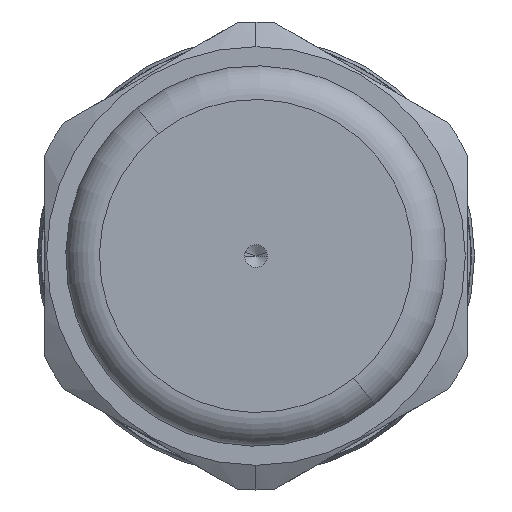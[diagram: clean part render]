
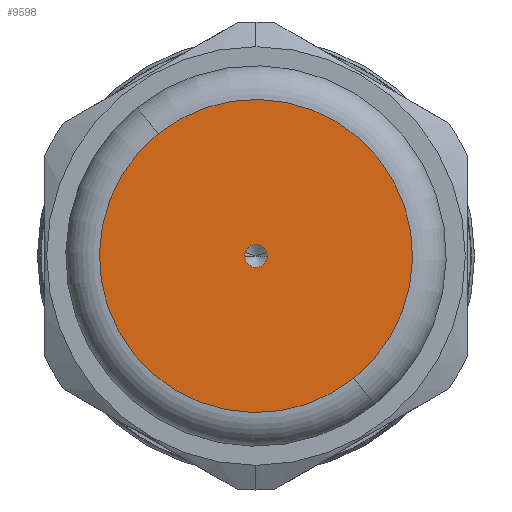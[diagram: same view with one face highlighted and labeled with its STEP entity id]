
A CAD part, left-side view. The second image highlights one B-rep face of the part: STEP entity #9598.
In plain terms, the highlighted planar face has unit normal (-1, 0, 0).
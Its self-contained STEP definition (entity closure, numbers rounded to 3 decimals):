
#658 = DIRECTION ( 'NONE',  ( 0., -0.625, -0.781 ) ) ;
#1344 = DIRECTION ( 'NONE',  ( 1., 0., 0. ) ) ;
#1569 = DIRECTION ( 'NONE',  ( 0., -0.625, -0.781 ) ) ;
#2022 = CIRCLE ( 'NONE', #9815, 8.23 ) ;
#2373 = EDGE_CURVE ( 'NONE', #5292, #8731, #3505, .T. ) ;
#2611 = CIRCLE ( 'NONE', #13992, 0.6 ) ;
#2629 = AXIS2_PLACEMENT_3D ( 'NONE', #13293, #1344, #6068 ) ;
#2900 = CARTESIAN_POINT ( 'NONE',  ( -23., -5.143, -6.425 ) ) ;
#2988 = CARTESIAN_POINT ( 'NONE',  ( -23., 0.375, 0.468 ) ) ;
#3505 = CIRCLE ( 'NONE', #2629, 0.6 ) ;
#3518 = VERTEX_POINT ( 'NONE', #2900 ) ;
#4438 = CARTESIAN_POINT ( 'NONE',  ( -23., -0.375, -0.468 ) ) ;
#4945 = ORIENTED_EDGE ( 'NONE', *, *, #2373, .T. ) ;
#5025 = CIRCLE ( 'NONE', #14110, 8.23 ) ;
#5174 = VERTEX_POINT ( 'NONE', #8843 ) ;
#5292 = VERTEX_POINT ( 'NONE', #2988 ) ;
#5990 = FACE_BOUND ( 'NONE', #13747, .T. ) ;
#6068 = DIRECTION ( 'NONE',  ( 0., -0.625, -0.781 ) ) ;
#6194 = CARTESIAN_POINT ( 'NONE',  ( -23., -0.375, -0.468 ) ) ;
#6655 = DIRECTION ( 'NONE',  ( 1., 0., 0. ) ) ;
#7227 = ORIENTED_EDGE ( 'NONE', *, *, #10190, .T. ) ;
#8731 = VERTEX_POINT ( 'NONE', #4438 ) ;
#8761 = DIRECTION ( 'NONE',  ( 1., 0., 0. ) ) ;
#8816 = FACE_OUTER_BOUND ( 'NONE', #11803, .T. ) ;
#8843 = CARTESIAN_POINT ( 'NONE',  ( -23., 5.143, 6.425 ) ) ;
#9123 = ORIENTED_EDGE ( 'NONE', *, *, #15072, .F. ) ;
#9598 = ADVANCED_FACE ( 'NONE', ( #5990, #8816 ), #11076, .T. ) ;
#9695 = DIRECTION ( 'NONE',  ( -1., 0., 0. ) ) ;
#9815 = AXIS2_PLACEMENT_3D ( 'NONE', #12722, #6655, #658 ) ;
#9905 = DIRECTION ( 'NONE',  ( 0., 0.625, 0.781 ) ) ;
#10010 = AXIS2_PLACEMENT_3D ( 'NONE', #6194, #9695, #9905 ) ;
#10190 = EDGE_CURVE ( 'NONE', #8731, #5292, #2611, .T. ) ;
#10821 = ORIENTED_EDGE ( 'NONE', *, *, #13606, .F. ) ;
#10884 = CARTESIAN_POINT ( 'NONE',  ( -23., 0., 0. ) ) ;
#10989 = DIRECTION ( 'NONE',  ( 0., -0.625, -0.781 ) ) ;
#11076 = PLANE ( 'NONE',  #10010 ) ;
#11803 = EDGE_LOOP ( 'NONE', ( #9123, #10821 ) ) ;
#12722 = CARTESIAN_POINT ( 'NONE',  ( -23., 0., 0. ) ) ;
#13293 = CARTESIAN_POINT ( 'NONE',  ( -23., 0., 0. ) ) ;
#13606 = EDGE_CURVE ( 'NONE', #5174, #3518, #2022, .T. ) ;
#13747 = EDGE_LOOP ( 'NONE', ( #7227, #4945 ) ) ;
#13992 = AXIS2_PLACEMENT_3D ( 'NONE', #14775, #8761, #1569 ) ;
#14110 = AXIS2_PLACEMENT_3D ( 'NONE', #10884, #14498, #10989 ) ;
#14498 = DIRECTION ( 'NONE',  ( 1., 0., 0. ) ) ;
#14775 = CARTESIAN_POINT ( 'NONE',  ( -23., 0., 0. ) ) ;
#15072 = EDGE_CURVE ( 'NONE', #3518, #5174, #5025, .T. ) ;
